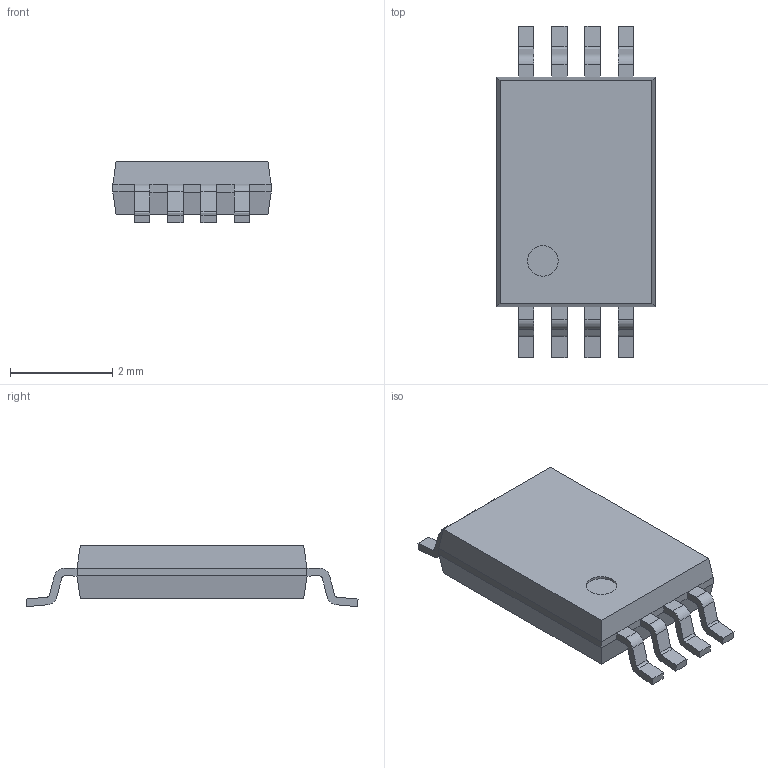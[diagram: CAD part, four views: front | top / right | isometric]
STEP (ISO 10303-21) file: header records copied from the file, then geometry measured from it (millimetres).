
FILE_DESCRIPTION((''),'2;1');
FILE_NAME('TSSOP-8.stp','2013-07-31T17:18:38',('yvshub'),(''),'Autodesk Inventor 2011','Autodesk Inventor 2011','');
FILE_SCHEMA(('AUTOMOTIVE_DESIGN { 1 0 10303 214 1 1 1 1 }'));
Length unit declared in the file: millimetre
Products named in the file (1): TSSOP-8
Bounding box: 3.1 x 6.5 x 1.2 mm (x, y, z)
Volume: 14.7 mm3; surface area: 51.8 mm2
Topology: 1 solids, 1 shells, 128 faces, 335 edges, 210 vertices
Faces by surface type: plane 95, cylinder 33
Full cylindrical faces by diameter (mm): 0.6 x1
Entity records: 3931 total; most frequent: CARTESIAN_POINT 673, ORIENTED_EDGE 668, DIRECTION 658, EDGE_CURVE 334, VECTOR 268, LINE 268, VERTEX_POINT 210, AXIS2_PLACEMENT_3D 195
